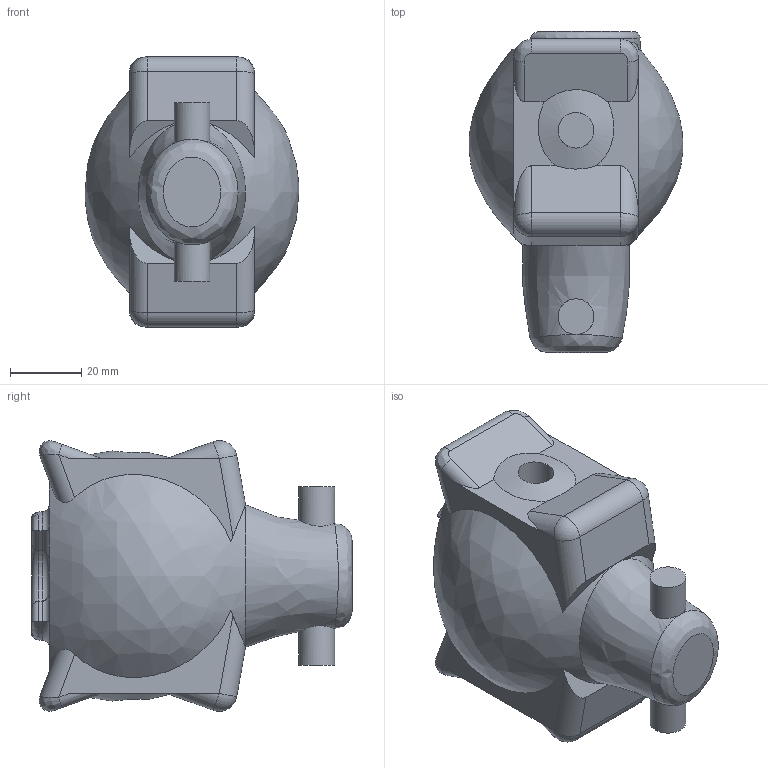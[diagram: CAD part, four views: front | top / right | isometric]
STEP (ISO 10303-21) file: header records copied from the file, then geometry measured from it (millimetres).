
FILE_DESCRIPTION(/* description */ (''),/* implementation_level */ '2;1');
FILE_NAME(/* name */ 'V-torso.stp',/* time_stamp */ '2025-02-09T14:11:21-05:00',/* author */ ('USUARIO'),/* organization */ (''),/* preprocessor_version */ 'ST-DEVELOPER v20',/* originating_system */ 'Autodesk Inventor 2024',/* authorisation */ '');
FILE_SCHEMA (('AUTOMOTIVE_DESIGN { 1 0 10303 214 3 1 1 }'));
Length unit declared in the file: millimetre
Products named in the file (1): V-torso
Bounding box: 60.01 x 90 x 75.93 mm (x, y, z)
Volume: 187040.1 mm3; surface area: 21637.3 mm2
Topology: 1 solids, 1 shells, 83 faces, 201 edges, 123 vertices
Faces by surface type: cylinder 31, plane 30, bspline 13, torus 5, sphere 4
Full cylindrical faces by diameter (mm): 10 x5
Entity records: 3510 total; most frequent: CARTESIAN_POINT 1620, ORIENTED_EDGE 402, DIRECTION 359, EDGE_CURVE 201, AXIS2_PLACEMENT_3D 140, VERTEX_POINT 123, EDGE_LOOP 86, FACE_OUTER_BOUND 83
